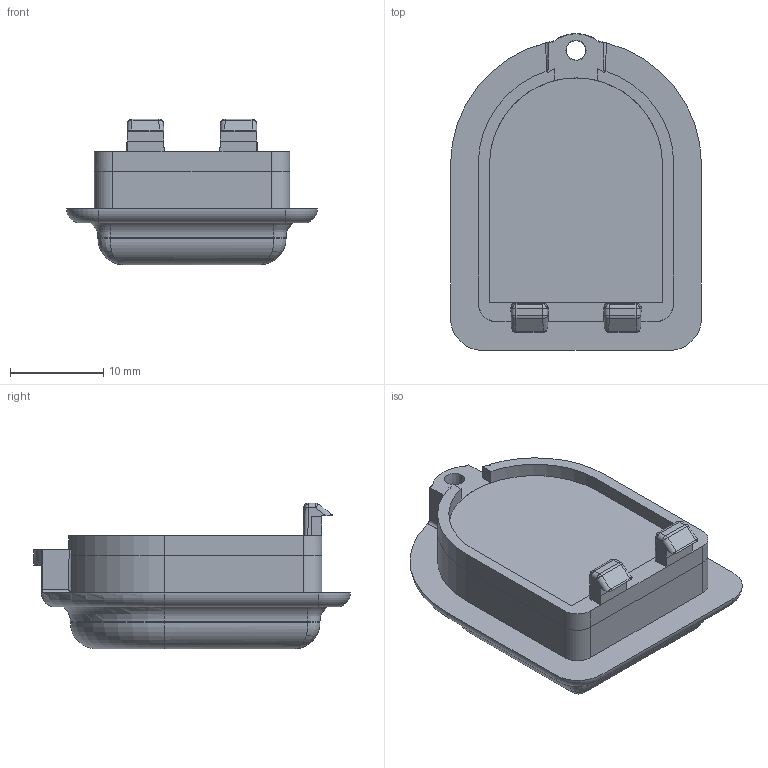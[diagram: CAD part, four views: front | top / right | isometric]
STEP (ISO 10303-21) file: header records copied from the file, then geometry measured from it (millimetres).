
FILE_DESCRIPTION (( 'STEP AP214' ), '1' );
FILE_NAME ('Cylinder1_outer0.8_inner4.2.STEP', '2024-08-13T14:32:10', ( '' ), ( '' ), 'SwSTEP 2.0', 'SolidWorks 2023', '' );
FILE_SCHEMA (( 'AUTOMOTIVE_DESIGN' ));
Length unit declared in the file: millimetre
Products named in the file (7): TransBody; Cylinder1_outer0.8_inner4.2; OriginBody; outSkin; InsideSKin; Lens; cylinder1.4
Assembly tree (6 placements, depth 2):
  Cylinder1_outer0.8_inner4.2
    OriginBody
    TransBody
    InsideSKin
    outSkin
    Lens
    cylinder1.4
Bounding box: 26.95 x 34.04 x 15.65 mm (x, y, z)
Volume: 6022 mm3; surface area: 6744.7 mm2
Topology: 38 solids, 38 shells, 406 faces, 922 edges, 578 vertices
Faces by surface type: plane 178, cylinder 165, bspline 25, sphere 16, torus 12, cone 10
Entity records: 12481 total; most frequent: CARTESIAN_POINT 3118, DIRECTION 1823, ORIENTED_EDGE 1812, EDGE_CURVE 906, AXIS2_PLACEMENT_3D 692, VERTEX_POINT 574, VECTOR 439, LINE 439
